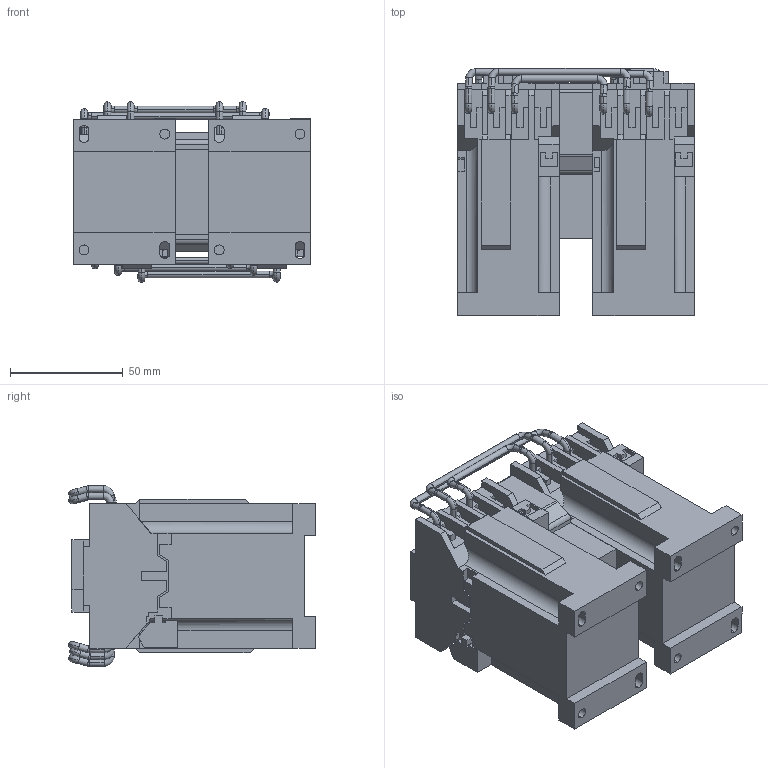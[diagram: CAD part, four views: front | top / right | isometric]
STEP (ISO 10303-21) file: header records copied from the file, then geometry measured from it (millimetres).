
FILE_DESCRIPTION (( 'STEP AP214' ), '1' );
FILE_NAME ('ﾏﾌﾋ-1565ﾌ.STEP', '2016-05-13T06:22:20', ( 'admin' ), ( '' ), 'SwSTEP 2.0', 'SolidWorks 2012', '' );
FILE_SCHEMA (( 'AUTOMOTIVE_DESIGN' ));
Length unit declared in the file: millimetre
Products named in the file (1): ﾏﾌﾋ-1565ﾌ
Bounding box: 105 x 109.49 x 80.15 mm (x, y, z)
Surface area: 83995.1 mm2 (no closed solid volume)
Topology: 0 solids, 15 shells, 665 faces, 2250 edges, 1519 vertices
Faces by surface type: plane 428, cylinder 165, torus 72
Entity records: 31654 total; most frequent: CARTESIAN_POINT 4471, DIRECTION 4134, ORIENTED_EDGE 4050, EDGE_CURVE 2250, VECTOR 1674, LINE 1674, VERTEX_POINT 1519, AXIS2_PLACEMENT_3D 1230
